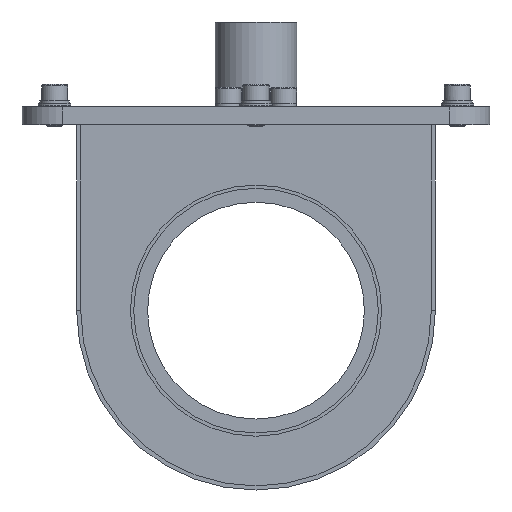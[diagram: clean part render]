
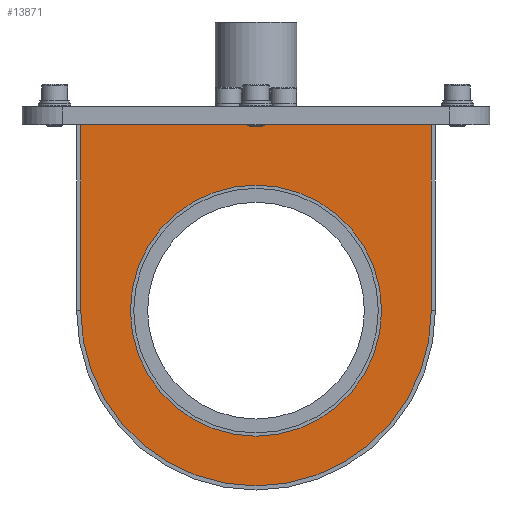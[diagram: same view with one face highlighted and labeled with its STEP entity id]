
A CAD part, front view. The second image highlights one B-rep face of the part: STEP entity #13871.
In plain terms, the highlighted planar face has unit normal (0, -1, 0).
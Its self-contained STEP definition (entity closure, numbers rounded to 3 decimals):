
#115 = CARTESIAN_POINT ( 'NONE',  ( 41.147, -123.162, 85.556 ) ) ;
#1000 = DIRECTION ( 'NONE',  ( 0., -1., 0. ) ) ;
#1045 = EDGE_CURVE ( 'NONE', #6183, #1551, #16932, .T. ) ;
#1312 = CARTESIAN_POINT ( 'NONE',  ( -173.853, -123.162, -28.444 ) ) ;
#1374 = LINE ( 'NONE', #6960, #17524 ) ;
#1551 = VERTEX_POINT ( 'NONE', #115 ) ;
#1609 = ORIENTED_EDGE ( 'NONE', *, *, #1045, .T. ) ;
#2242 = DIRECTION ( 'NONE',  ( 0., 0., -1. ) ) ;
#2803 = CIRCLE ( 'NONE', #12697, 77. ) ;
#2980 = EDGE_LOOP ( 'NONE', ( #6427, #1609, #14532, #7158 ) ) ;
#3031 = CIRCLE ( 'NONE', #16148, 107.5 ) ;
#3175 = VECTOR ( 'NONE', #6593, 1000. ) ;
#3319 = VECTOR ( 'NONE', #8268, 1000. ) ;
#3822 = CARTESIAN_POINT ( 'NONE',  ( -66.353, -123.162, -28.444 ) ) ;
#4257 = EDGE_CURVE ( 'NONE', #16011, #16011, #2803, .T. ) ;
#4404 = CARTESIAN_POINT ( 'NONE',  ( 41.147, -123.162, -28.444 ) ) ;
#4582 = VERTEX_POINT ( 'NONE', #1312 ) ;
#4642 = VERTEX_POINT ( 'NONE', #12460 ) ;
#4912 = EDGE_LOOP ( 'NONE', ( #12857 ) ) ;
#5749 = EDGE_CURVE ( 'NONE', #4642, #4582, #1374, .T. ) ;
#6108 = PLANE ( 'NONE',  #17156 ) ;
#6183 = VERTEX_POINT ( 'NONE', #13735 ) ;
#6427 = ORIENTED_EDGE ( 'NONE', *, *, #8755, .T. ) ;
#6593 = DIRECTION ( 'NONE',  ( -1., 0., 0. ) ) ;
#6960 = CARTESIAN_POINT ( 'NONE',  ( -173.853, -123.162, 85.556 ) ) ;
#7158 = ORIENTED_EDGE ( 'NONE', *, *, #5749, .T. ) ;
#7970 = LINE ( 'NONE', #17924, #3175 ) ;
#8268 = DIRECTION ( 'NONE',  ( 0., 0., 1. ) ) ;
#8755 = EDGE_CURVE ( 'NONE', #4582, #6183, #3031, .T. ) ;
#10482 = FACE_OUTER_BOUND ( 'NONE', #2980, .T. ) ;
#10741 = CARTESIAN_POINT ( 'NONE',  ( -66.353, -123.162, -28.444 ) ) ;
#11628 = CARTESIAN_POINT ( 'NONE',  ( -66.353, -123.162, -105.444 ) ) ;
#11652 = DIRECTION ( 'NONE',  ( 0., 0., -1. ) ) ;
#12229 = DIRECTION ( 'NONE',  ( 0., 0., -1. ) ) ;
#12460 = CARTESIAN_POINT ( 'NONE',  ( -173.853, -123.162, 85.556 ) ) ;
#12697 = AXIS2_PLACEMENT_3D ( 'NONE', #10741, #16319, #2242 ) ;
#12857 = ORIENTED_EDGE ( 'NONE', *, *, #4257, .T. ) ;
#13013 = DIRECTION ( 'NONE',  ( 0., -1., 0. ) ) ;
#13735 = CARTESIAN_POINT ( 'NONE',  ( 41.147, -123.162, -28.444 ) ) ;
#13871 = ADVANCED_FACE ( 'NONE', ( #10482, #16246 ), #6108, .T. ) ;
#14295 = EDGE_CURVE ( 'NONE', #1551, #4642, #7970, .T. ) ;
#14532 = ORIENTED_EDGE ( 'NONE', *, *, #14295, .T. ) ;
#14551 = CARTESIAN_POINT ( 'NONE',  ( -66.353, -123.162, -28.444 ) ) ;
#16011 = VERTEX_POINT ( 'NONE', #11628 ) ;
#16148 = AXIS2_PLACEMENT_3D ( 'NONE', #14551, #13013, #11652 ) ;
#16246 = FACE_BOUND ( 'NONE', #4912, .T. ) ;
#16319 = DIRECTION ( 'NONE',  ( 0., 1., 0. ) ) ;
#16932 = LINE ( 'NONE', #4404, #3319 ) ;
#17156 = AXIS2_PLACEMENT_3D ( 'NONE', #3822, #1000, #12229 ) ;
#17524 = VECTOR ( 'NONE', #17669, 1000. ) ;
#17669 = DIRECTION ( 'NONE',  ( 0., 0., -1. ) ) ;
#17924 = CARTESIAN_POINT ( 'NONE',  ( 41.147, -123.162, 85.556 ) ) ;
